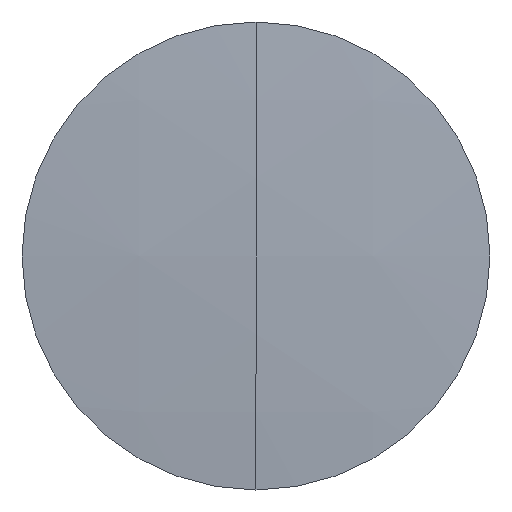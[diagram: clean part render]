
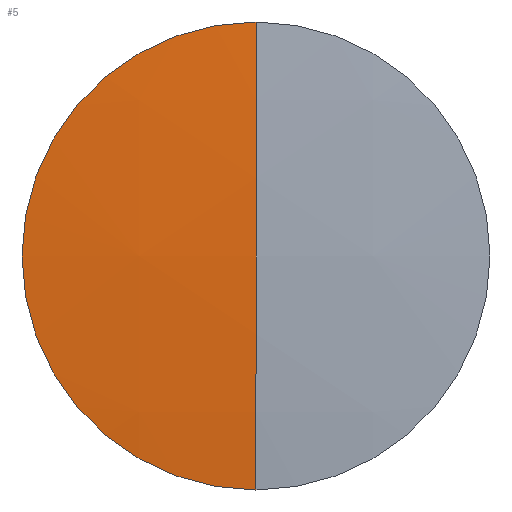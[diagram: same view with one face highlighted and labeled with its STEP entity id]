
A CAD part, left-side view. The second image highlights one B-rep face of the part: STEP entity #5.
In plain terms, the highlighted spherical face has radius 153.832 mm.
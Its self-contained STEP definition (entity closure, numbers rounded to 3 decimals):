
#5 = ADVANCED_FACE ( 'NONE', ( #166 ), #158, .T. ) ;
#9 = DIRECTION ( 'NONE',  ( 0., 0., -1. ) ) ;
#31 = DIRECTION ( 'NONE',  ( 0., 1., 0. ) ) ;
#32 = AXIS2_PLACEMENT_3D ( 'NONE', #61, #164, #9 ) ;
#45 = AXIS2_PLACEMENT_3D ( 'NONE', #334, #31, #277 ) ;
#49 = ORIENTED_EDGE ( 'NONE', *, *, #206, .F. ) ;
#61 = CARTESIAN_POINT ( 'NONE',  ( 267.341, 0., 0. ) ) ;
#78 = DIRECTION ( 'NONE',  ( -1., 0., 0. ) ) ;
#97 = CARTESIAN_POINT ( 'NONE',  ( 267.341, 0., 0. ) ) ;
#114 = DIRECTION ( 'NONE',  ( 0., 0., 1. ) ) ;
#121 = EDGE_CURVE ( 'NONE', #228, #343, #133, .T. ) ;
#128 = CIRCLE ( 'NONE', #161, 153.832 ) ;
#133 = CIRCLE ( 'NONE', #317, 12.5 ) ;
#158 = SPHERICAL_SURFACE ( 'NONE', #45, 153.832 ) ;
#161 = AXIS2_PLACEMENT_3D ( 'NONE', #97, #168, #114 ) ;
#164 = DIRECTION ( 'NONE',  ( 0., -1., 0. ) ) ;
#166 = FACE_OUTER_BOUND ( 'NONE', #255, .T. ) ;
#168 = DIRECTION ( 'NONE',  ( 0., 1., 0. ) ) ;
#186 = CARTESIAN_POINT ( 'NONE',  ( 114.017, 0., -12.5 ) ) ;
#206 = EDGE_CURVE ( 'NONE', #228, #329, #242, .T. ) ;
#220 = CARTESIAN_POINT ( 'NONE',  ( 114.017, 0., 0. ) ) ;
#226 = ORIENTED_EDGE ( 'NONE', *, *, #121, .T. ) ;
#228 = VERTEX_POINT ( 'NONE', #269 ) ;
#232 = EDGE_CURVE ( 'NONE', #343, #329, #128, .T. ) ;
#242 = CIRCLE ( 'NONE', #32, 153.832 ) ;
#255 = EDGE_LOOP ( 'NONE', ( #226, #292, #49 ) ) ;
#269 = CARTESIAN_POINT ( 'NONE',  ( 114.017, 0., 12.5 ) ) ;
#275 = DIRECTION ( 'NONE',  ( 0., 0., 1. ) ) ;
#277 = DIRECTION ( 'NONE',  ( 0., 0., 1. ) ) ;
#282 = CARTESIAN_POINT ( 'NONE',  ( 113.509, 0., 0. ) ) ;
#292 = ORIENTED_EDGE ( 'NONE', *, *, #232, .T. ) ;
#317 = AXIS2_PLACEMENT_3D ( 'NONE', #220, #78, #275 ) ;
#329 = VERTEX_POINT ( 'NONE', #282 ) ;
#334 = CARTESIAN_POINT ( 'NONE',  ( 267.341, 0., 0. ) ) ;
#343 = VERTEX_POINT ( 'NONE', #186 ) ;
